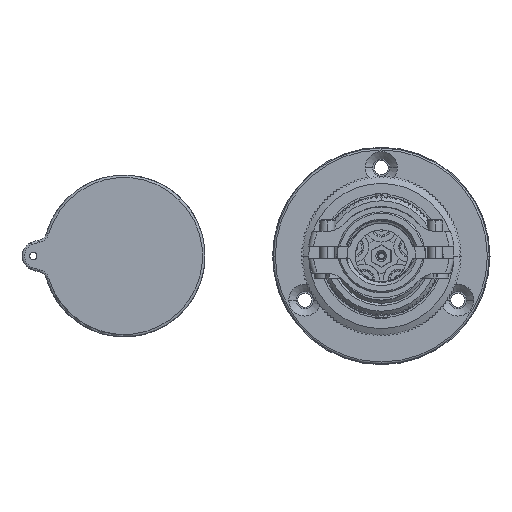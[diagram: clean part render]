
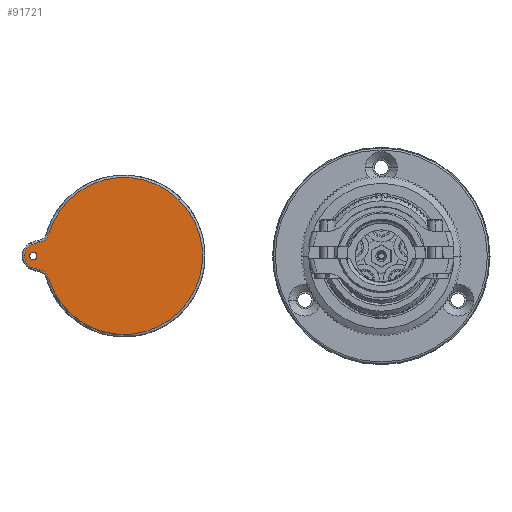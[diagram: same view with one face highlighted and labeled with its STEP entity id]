
A CAD part, front view. The second image highlights one B-rep face of the part: STEP entity #91721.
In plain terms, the highlighted face is planar.
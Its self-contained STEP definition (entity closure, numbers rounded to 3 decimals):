
#91058=CARTESIAN_POINT('',(17.787,16.,0.));
#91059=DIRECTION('',(0.,-1.,0.));
#91060=DIRECTION('',(0.413,0.,-0.911));
#91061=AXIS2_PLACEMENT_3D('',#91058,#91059,#91060);
#91063=CARTESIAN_POINT('',(16.051,16.,-3.824));
#91064=DIRECTION('',(0.,-1.,0.));
#91065=DIRECTION('',(0.413,0.,0.911));
#91066=AXIS2_PLACEMENT_3D('',#91063,#91064,#91065);
#91068=CARTESIAN_POINT('',(17.749,16.,5.218));
#91069=DIRECTION('',(0.,1.,0.));
#91070=DIRECTION('',(-0.185,0.,-0.983));
#91071=AXIS2_PLACEMENT_3D('',#91068,#91069,#91070);
#91073=CARTESIAN_POINT('',(0.,16.,0.));
#91074=DIRECTION('',(0.,-1.,0.));
#91075=DIRECTION('',(0.959,0.,0.282));
#91076=AXIS2_PLACEMENT_3D('',#91073,#91074,#91075);
#91078=CARTESIAN_POINT('',(0.,16.,0.));
#91079=DIRECTION('',(0.,-1.,0.));
#91080=DIRECTION('',(-0.961,0.,0.275));
#91081=AXIS2_PLACEMENT_3D('',#91078,#91079,#91080);
#91083=CARTESIAN_POINT('',(17.749,16.,-5.218));
#91084=DIRECTION('',(0.,1.,0.));
#91085=DIRECTION('',(-0.959,0.,0.282));
#91086=AXIS2_PLACEMENT_3D('',#91083,#91084,#91085);
#91088=CARTESIAN_POINT('',(16.051,16.,3.824));
#91089=DIRECTION('',(0.,-1.,0.));
#91090=DIRECTION('',(0.185,0.,-0.983));
#91091=AXIS2_PLACEMENT_3D('',#91088,#91089,#91090);
#91093=CARTESIAN_POINT('',(18.5,16.,0.));
#91094=DIRECTION('',(0.,1.,0.));
#91095=DIRECTION('',(1.,0.,0.));
#91096=AXIS2_PLACEMENT_3D('',#91093,#91094,#91095);
#91098=CARTESIAN_POINT('',(18.5,16.,0.));
#91099=DIRECTION('',(0.,1.,0.));
#91100=DIRECTION('',(-1.,0.,0.));
#91101=AXIS2_PLACEMENT_3D('',#91098,#91099,#91100);
#91345=CARTESIAN_POINT('',(17.75,16.,0.));
#91346=VERTEX_POINT('',#91345);
#91347=CARTESIAN_POINT('',(19.25,16.,0.));
#91348=VERTEX_POINT('',#91347);
#91349=CARTESIAN_POINT('',(18.821,16.,-2.276));
#91350=CARTESIAN_POINT('',(18.821,16.,2.276));
#91351=VERTEX_POINT('',#91349);
#91352=VERTEX_POINT('',#91350);
#91353=CARTESIAN_POINT('',(17.287,16.,2.761));
#91354=VERTEX_POINT('',#91353);
#91355=CARTESIAN_POINT('',(15.35,16.,4.513));
#91356=VERTEX_POINT('',#91355);
#91357=CARTESIAN_POINT('',(-15.382,16.,4.404));
#91358=CARTESIAN_POINT('',(15.35,16.,-4.513));
#91359=VERTEX_POINT('',#91357);
#91360=VERTEX_POINT('',#91358);
#91361=CARTESIAN_POINT('',(17.287,16.,-2.761));
#91362=VERTEX_POINT('',#91361);
#91695=CARTESIAN_POINT('',(0.,16.,0.));
#91696=DIRECTION('',(0.,-1.,0.));
#91697=DIRECTION('',(-1.,0.,0.));
#91698=AXIS2_PLACEMENT_3D('',#91695,#91696,#91697);
#91699=PLANE('',#91698);
#91700=ORIENTED_EDGE('',*,*,#91685,.T.);
#91702=ORIENTED_EDGE('',*,*,#91701,.T.);
#91704=ORIENTED_EDGE('',*,*,#91703,.T.);
#91706=ORIENTED_EDGE('',*,*,#91705,.T.);
#91708=ORIENTED_EDGE('',*,*,#91707,.T.);
#91710=ORIENTED_EDGE('',*,*,#91709,.T.);
#91712=ORIENTED_EDGE('',*,*,#91711,.T.);
#91713=EDGE_LOOP('',(#91700,#91702,#91704,#91706,#91708,#91710,#91712));
#91714=FACE_OUTER_BOUND('',#91713,.F.);
#91716=ORIENTED_EDGE('',*,*,#91715,.T.);
#91718=ORIENTED_EDGE('',*,*,#91717,.T.);
#91719=EDGE_LOOP('',(#91716,#91718));
#91720=FACE_BOUND('',#91719,.F.);
#91721=ADVANCED_FACE('',(#91714,#91720),#91699,.F.);
#91062=CIRCLE('',#91061,2.5);
#91067=CIRCLE('',#91066,6.7);
#91072=CIRCLE('',#91071,2.5);
#91077=CIRCLE('',#91076,16.);
#91082=CIRCLE('',#91081,16.);
#91087=CIRCLE('',#91086,2.5);
#91092=CIRCLE('',#91091,6.7);
#91097=CIRCLE('',#91096,0.75);
#91102=CIRCLE('',#91101,0.75);
#91685=EDGE_CURVE('',#91351,#91352,#91062,.T.);
#91701=EDGE_CURVE('',#91352,#91354,#91067,.T.);
#91703=EDGE_CURVE('',#91354,#91356,#91072,.T.);
#91705=EDGE_CURVE('',#91356,#91359,#91077,.T.);
#91707=EDGE_CURVE('',#91359,#91360,#91082,.T.);
#91709=EDGE_CURVE('',#91360,#91362,#91087,.T.);
#91711=EDGE_CURVE('',#91362,#91351,#91092,.T.);
#91715=EDGE_CURVE('',#91348,#91346,#91097,.T.);
#91717=EDGE_CURVE('',#91346,#91348,#91102,.T.);
